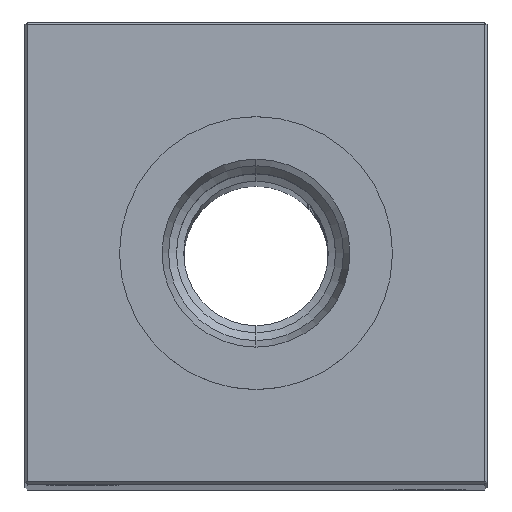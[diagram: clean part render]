
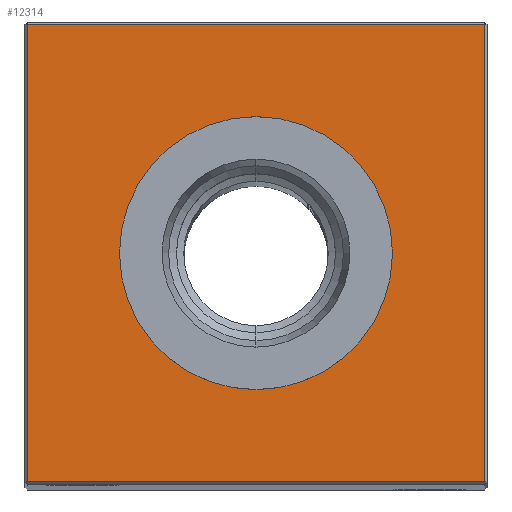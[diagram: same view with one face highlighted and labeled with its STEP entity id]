
A CAD part, top view. The second image highlights one B-rep face of the part: STEP entity #12314.
In plain terms, the highlighted planar face has unit normal (0, 0, 1).
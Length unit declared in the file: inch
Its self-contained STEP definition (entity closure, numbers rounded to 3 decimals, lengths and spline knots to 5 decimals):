
#80 = VECTOR ( 'NONE', #26400, 39.37008 ) ;
#865 = LINE ( 'NONE', #7067, #24557 ) ;
#1241 = ORIENTED_EDGE ( 'NONE', *, *, #14618, .T. ) ;
#1691 = LINE ( 'NONE', #18210, #80 ) ;
#2114 = EDGE_CURVE ( 'NONE', #18252, #24941, #13884, .T. ) ;
#2569 = CARTESIAN_POINT ( 'NONE',  ( 0.99, -0.99, 14.25 ) ) ;
#2693 = DIRECTION ( 'NONE',  ( 0., 0., -1. ) ) ;
#2751 = VERTEX_POINT ( 'NONE', #2569 ) ;
#3141 = DIRECTION ( 'NONE',  ( 1., 0., 0. ) ) ;
#4027 = CARTESIAN_POINT ( 'NONE',  ( 0., -0.59055, 14.25 ) ) ;
#4585 = VECTOR ( 'NONE', #21065, 39.37008 ) ;
#4617 = CARTESIAN_POINT ( 'NONE',  ( 0.99, 0.99, 14.25 ) ) ;
#5003 = AXIS2_PLACEMENT_3D ( 'NONE', #18449, #16821, #18981 ) ;
#5354 = EDGE_LOOP ( 'NONE', ( #8469, #14971 ) ) ;
#5968 = FACE_OUTER_BOUND ( 'NONE', #21155, .T. ) ;
#7067 = CARTESIAN_POINT ( 'NONE',  ( 0.99, 0., 14.25 ) ) ;
#7712 = DIRECTION ( 'NONE',  ( 0., 0., -1. ) ) ;
#7959 = EDGE_CURVE ( 'NONE', #24941, #18252, #25591, .T. ) ;
#8469 = ORIENTED_EDGE ( 'NONE', *, *, #2114, .T. ) ;
#8866 = DIRECTION ( 'NONE',  ( -1., 0., 0. ) ) ;
#9451 = CARTESIAN_POINT ( 'NONE',  ( -0.99, -0.99, 14.25 ) ) ;
#9470 = CARTESIAN_POINT ( 'NONE',  ( 0., 0., 14.25 ) ) ;
#11576 = ORIENTED_EDGE ( 'NONE', *, *, #19347, .T. ) ;
#11649 = EDGE_CURVE ( 'NONE', #11971, #23707, #20539, .T. ) ;
#11872 = PLANE ( 'NONE',  #18727 ) ;
#11971 = VERTEX_POINT ( 'NONE', #19711 ) ;
#12010 = VECTOR ( 'NONE', #3141, 39.37008 ) ;
#12314 = ADVANCED_FACE ( 'NONE', ( #5968, #21940 ), #11872, .F. ) ;
#13026 = EDGE_CURVE ( 'NONE', #17266, #11971, #1691, .T. ) ;
#13884 = CIRCLE ( 'NONE', #24179, 0.59055 ) ;
#14618 = EDGE_CURVE ( 'NONE', #2751, #17266, #865, .T. ) ;
#14971 = ORIENTED_EDGE ( 'NONE', *, *, #7959, .T. ) ;
#15221 = LINE ( 'NONE', #19130, #12010 ) ;
#16821 = DIRECTION ( 'NONE',  ( 0., 0., -1. ) ) ;
#17266 = VERTEX_POINT ( 'NONE', #4617 ) ;
#17383 = DIRECTION ( 'NONE',  ( 0., 1., 0. ) ) ;
#17453 = CARTESIAN_POINT ( 'NONE',  ( 0., 0., 14.25 ) ) ;
#18210 = CARTESIAN_POINT ( 'NONE',  ( 0., 0.99, 14.25 ) ) ;
#18252 = VERTEX_POINT ( 'NONE', #20774 ) ;
#18449 = CARTESIAN_POINT ( 'NONE',  ( 0., 0., 14.25 ) ) ;
#18727 = AXIS2_PLACEMENT_3D ( 'NONE', #9470, #7712, #26239 ) ;
#18981 = DIRECTION ( 'NONE',  ( -1., 0., 0. ) ) ;
#19130 = CARTESIAN_POINT ( 'NONE',  ( 0., -0.99, 14.25 ) ) ;
#19347 = EDGE_CURVE ( 'NONE', #23707, #2751, #15221, .T. ) ;
#19711 = CARTESIAN_POINT ( 'NONE',  ( -0.99, 0.99, 14.25 ) ) ;
#20539 = LINE ( 'NONE', #20932, #4585 ) ;
#20774 = CARTESIAN_POINT ( 'NONE',  ( 0., 0.59055, 14.25 ) ) ;
#20932 = CARTESIAN_POINT ( 'NONE',  ( -0.99, 0., 14.25 ) ) ;
#21065 = DIRECTION ( 'NONE',  ( 0., -1., 0. ) ) ;
#21155 = EDGE_LOOP ( 'NONE', ( #25468, #11576, #1241, #24275 ) ) ;
#21940 = FACE_BOUND ( 'NONE', #5354, .T. ) ;
#23707 = VERTEX_POINT ( 'NONE', #9451 ) ;
#24179 = AXIS2_PLACEMENT_3D ( 'NONE', #17453, #2693, #8866 ) ;
#24275 = ORIENTED_EDGE ( 'NONE', *, *, #13026, .T. ) ;
#24557 = VECTOR ( 'NONE', #17383, 39.37008 ) ;
#24941 = VERTEX_POINT ( 'NONE', #4027 ) ;
#25468 = ORIENTED_EDGE ( 'NONE', *, *, #11649, .T. ) ;
#25591 = CIRCLE ( 'NONE', #5003, 0.59055 ) ;
#26239 = DIRECTION ( 'NONE',  ( -1., 0., 0. ) ) ;
#26400 = DIRECTION ( 'NONE',  ( -1., 0., 0. ) ) ;
